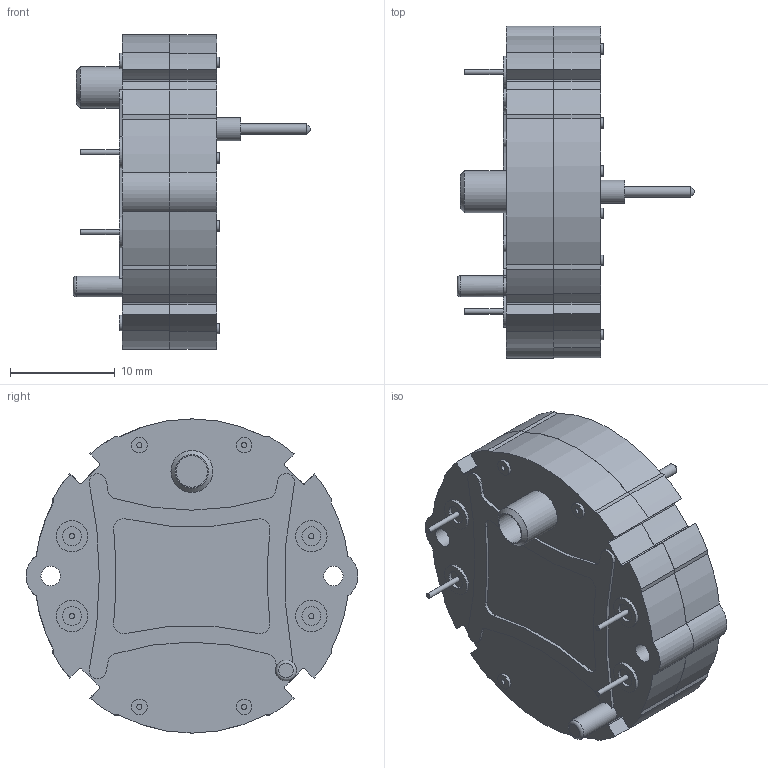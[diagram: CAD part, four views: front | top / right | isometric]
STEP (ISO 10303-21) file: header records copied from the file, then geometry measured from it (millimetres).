
FILE_DESCRIPTION(/* description */ ('','CAx-IF Rec.Pracs.---Representation and Presentation of Product Manufacturing Information (PMI)---4.0---2014-10-13'),/* implementation_level */ '2;1');
FILE_NAME(/* name */ 'X27-168-Stepper v5 (1).step',/* time_stamp */ '2025-03-05T16:20:54-08:00',/* author */ (''),/* organization */ (''),/* preprocessor_version */ 'ST-DEVELOPER v20',/* originating_system */ 'Autodesk Translation Framework v13.20.0.188',/* authorisation */ '');
FILE_SCHEMA (('AP242_MANAGED_MODEL_BASED_3D_ENGINEERING_MIM_LF { 1 0 10303 442 1 1 4 }'));
Length unit declared in the file: millimetre
Products named in the file (2): X27-168-Stepper v5; X27-168-Stepper v5_1
Assembly tree (1 placements, depth 2):
  X27-168-Stepper v5
    X27-168-Stepper v5_1
Bounding box: 22.7 x 31.7 x 30 mm (x, y, z)
Volume: 6083.2 mm3; surface area: 4304.8 mm2
Topology: 7 solids, 7 shells, 278 faces, 684 edges, 454 vertices
Faces by surface type: cylinder 185, plane 90, cone 2, torus 1
Full cylindrical faces by diameter (mm): 0.5 x8, 1 x9, 1.5 x4, 1.8 x4, 1.842 x1, 1.865 x1, 2.209 x1, 2.5 x1, 3 x5, 3.5 x2, 3.563 x2, 4 x1
Entity records: 8497 total; most frequent: DIRECTION 1626, CARTESIAN_POINT 1440, ORIENTED_EDGE 1368, EDGE_CURVE 684, AXIS2_PLACEMENT_3D 662, VERTEX_POINT 454, CIRCLE 381, EDGE_LOOP 320
